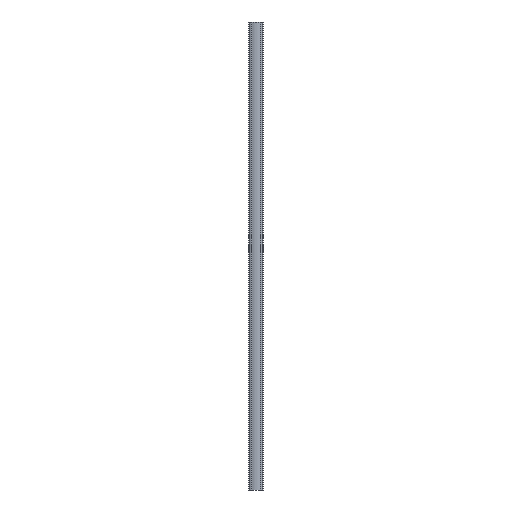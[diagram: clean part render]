
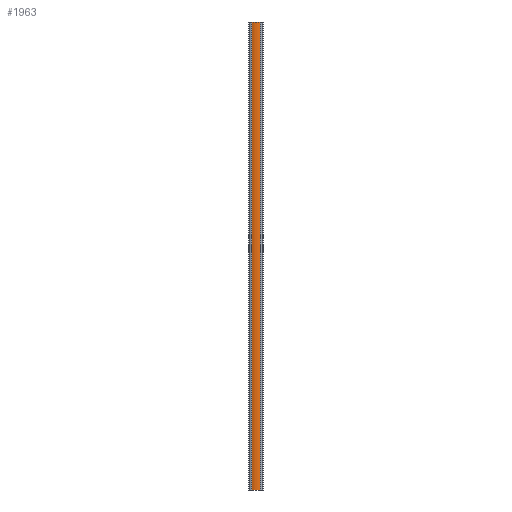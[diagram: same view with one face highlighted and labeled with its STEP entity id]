
A CAD part, front view. The second image highlights one B-rep face of the part: STEP entity #1963.
In plain terms, the highlighted cylindrical face has radius 36 mm (diameter 72 mm), a partial arc.
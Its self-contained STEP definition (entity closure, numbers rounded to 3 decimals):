
#2 = VERTEX_POINT ( 'NONE', #1103 ) ;
#7 = EDGE_CURVE ( 'NONE', #3136, #3109, #145, .T. ) ;
#67 = DIRECTION ( 'NONE',  ( -1., 0., 0. ) ) ;
#145 = LINE ( 'NONE', #2175, #3436 ) ;
#431 = EDGE_CURVE ( 'NONE', #3109, #2254, #2908, .T. ) ;
#442 = ORIENTED_EDGE ( 'NONE', *, *, #431, .F. ) ;
#584 = DIRECTION ( 'NONE',  ( 0., 0., 1. ) ) ;
#680 = EDGE_CURVE ( 'NONE', #3136, #2, #2276, .T. ) ;
#683 = EDGE_CURVE ( 'NONE', #2, #2254, #2220, .T. ) ;
#690 = CARTESIAN_POINT ( 'NONE',  ( 12.434, -33.785, 1316.91 ) ) ;
#749 = CYLINDRICAL_SURFACE ( 'NONE', #1704, 36. ) ;
#752 = CARTESIAN_POINT ( 'NONE',  ( -12.434, -33.785, 1316.91 ) ) ;
#833 = CARTESIAN_POINT ( 'NONE',  ( 12.434, -33.785, 52.91 ) ) ;
#956 = AXIS2_PLACEMENT_3D ( 'NONE', #1235, #2080, #2892 ) ;
#968 = VECTOR ( 'NONE', #1346, 1000. ) ;
#1076 = DIRECTION ( 'NONE',  ( -1., 0., 0. ) ) ;
#1103 = CARTESIAN_POINT ( 'NONE',  ( 12.434, -33.785, -183.09 ) ) ;
#1235 = CARTESIAN_POINT ( 'NONE',  ( 0., 0., 1316.91 ) ) ;
#1308 = CARTESIAN_POINT ( 'NONE',  ( -12.434, -33.785, -183.09 ) ) ;
#1346 = DIRECTION ( 'NONE',  ( 0., 0., 1. ) ) ;
#1364 = CARTESIAN_POINT ( 'NONE',  ( 0., 0., -183.09 ) ) ;
#1651 = CARTESIAN_POINT ( 'NONE',  ( 0., 0., 52.91 ) ) ;
#1704 = AXIS2_PLACEMENT_3D ( 'NONE', #1651, #584, #67 ) ;
#1856 = EDGE_LOOP ( 'NONE', ( #2649, #442, #1905, #2566 ) ) ;
#1905 = ORIENTED_EDGE ( 'NONE', *, *, #7, .F. ) ;
#1963 = ADVANCED_FACE ( 'NONE', ( #2015 ), #749, .T. ) ;
#2015 = FACE_OUTER_BOUND ( 'NONE', #1856, .T. ) ;
#2080 = DIRECTION ( 'NONE',  ( 0., 0., 1. ) ) ;
#2175 = CARTESIAN_POINT ( 'NONE',  ( -12.434, -33.785, 52.91 ) ) ;
#2220 = LINE ( 'NONE', #833, #968 ) ;
#2254 = VERTEX_POINT ( 'NONE', #690 ) ;
#2276 = CIRCLE ( 'NONE', #2545, 36. ) ;
#2454 = DIRECTION ( 'NONE',  ( 0., 0., 1. ) ) ;
#2545 = AXIS2_PLACEMENT_3D ( 'NONE', #1364, #2691, #1076 ) ;
#2566 = ORIENTED_EDGE ( 'NONE', *, *, #680, .T. ) ;
#2649 = ORIENTED_EDGE ( 'NONE', *, *, #683, .T. ) ;
#2691 = DIRECTION ( 'NONE',  ( 0., 0., 1. ) ) ;
#2892 = DIRECTION ( 'NONE',  ( 0., 1., 0. ) ) ;
#2908 = CIRCLE ( 'NONE', #956, 36. ) ;
#3109 = VERTEX_POINT ( 'NONE', #752 ) ;
#3136 = VERTEX_POINT ( 'NONE', #1308 ) ;
#3436 = VECTOR ( 'NONE', #2454, 1000. ) ;
